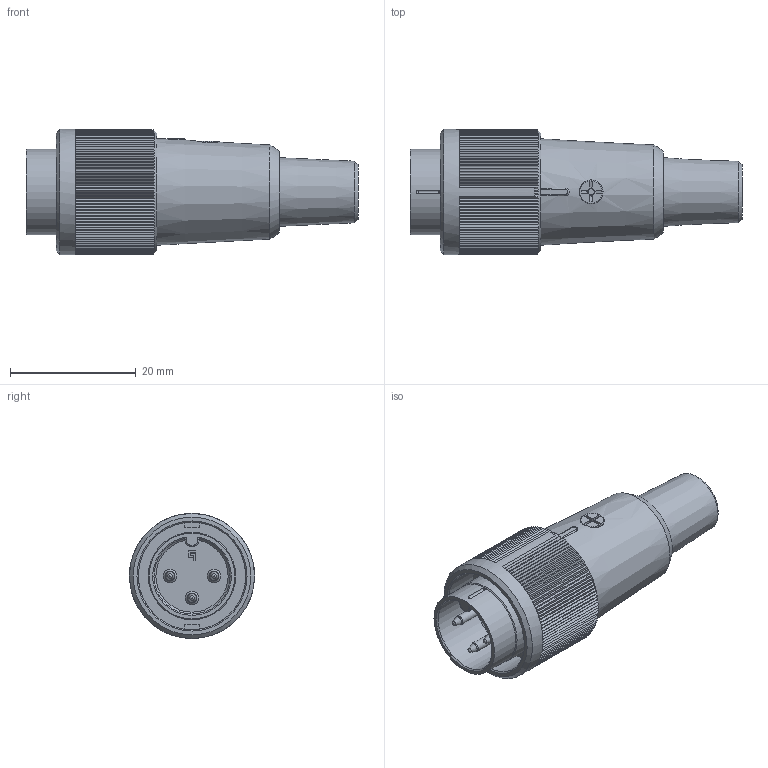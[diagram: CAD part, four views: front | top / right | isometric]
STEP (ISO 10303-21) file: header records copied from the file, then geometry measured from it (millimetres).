
FILE_DESCRIPTION(/* description */ (''),/* implementation_level */ '2;1');
FILE_NAME(/* name */ '99-0605-02-03_bg.stp',/* time_stamp */ '2010-09-07T12:04:18+02:00',/* author */ (''),/* organization */ (''),/* preprocessor_version */ 'ST-DEVELOPER v11',/* originating_system */ 'UGS - NX 5.0',/* authorisation */ '');
FILE_SCHEMA (('CONFIG_CONTROL_DESIGN'));
Length unit declared in the file: millimetre
Products named in the file (1): sgroAF40d0fm
Bounding box: 52.8 x 19.9 x 19.9 mm (x, y, z)
Volume: 9035.6 mm3; surface area: 4400.3 mm2
Topology: 1 solids, 1 shells, 364 faces, 1027 edges, 673 vertices
Faces by surface type: plane 310, cylinder 25, cone 16, bspline 6, sphere 4, torus 3
Full cylindrical faces by diameter (mm): 1 x1, 1.49 x3, 13.6 x1, 13.9 x1, 17.1 x1, 19.9 x1
Entity records: 11913 total; most frequent: CARTESIAN_POINT 3126, ORIENTED_EDGE 1952, DIRECTION 1523, EDGE_CURVE 976, VERTEX_POINT 657, LINE 631, VECTOR 631, AXIS2_PLACEMENT_3D 446
